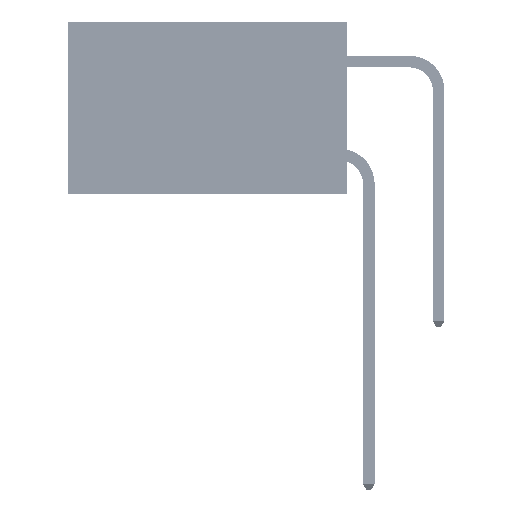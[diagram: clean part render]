
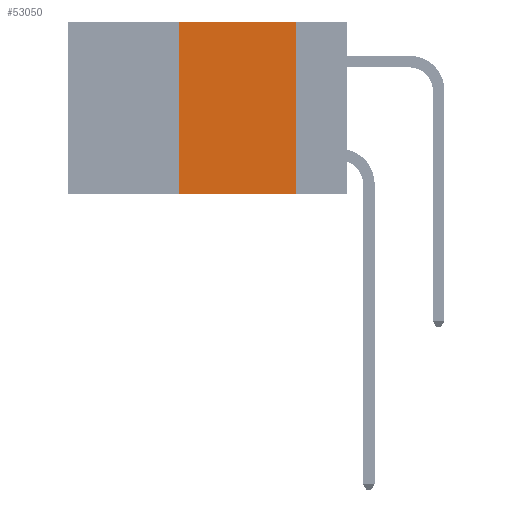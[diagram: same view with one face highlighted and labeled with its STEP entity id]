
A CAD part, left-side view. The second image highlights one B-rep face of the part: STEP entity #53050.
In plain terms, the highlighted planar face has unit normal (-1, 0, 0).
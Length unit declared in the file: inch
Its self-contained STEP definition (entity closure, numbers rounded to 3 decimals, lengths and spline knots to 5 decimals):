
#2817 = VECTOR ( 'NONE', #14283, 39.37008 ) ;
#4708 = VERTEX_POINT ( 'NONE', #50265 ) ;
#8205 = CARTESIAN_POINT ( 'NONE',  ( 0., 0.6, 0. ) ) ;
#8380 = PLANE ( 'NONE',  #38068 ) ;
#11668 = LINE ( 'NONE', #39710, #44644 ) ;
#12255 = VECTOR ( 'NONE', #51244, 39.37008 ) ;
#12950 = DIRECTION ( 'NONE',  ( 0., 0., -1. ) ) ;
#14283 = DIRECTION ( 'NONE',  ( 0., 0., -1. ) ) ;
#18255 = CARTESIAN_POINT ( 'NONE',  ( 0., 0.6, -0.37 ) ) ;
#19389 = CARTESIAN_POINT ( 'NONE',  ( 0., 0.11, 0. ) ) ;
#21697 = ORIENTED_EDGE ( 'NONE', *, *, #51834, .F. ) ;
#22744 = DIRECTION ( 'NONE',  ( 0., -1., 0. ) ) ;
#24062 = VERTEX_POINT ( 'NONE', #19389 ) ;
#24552 = LINE ( 'NONE', #18255, #12255 ) ;
#24731 = FACE_OUTER_BOUND ( 'NONE', #48388, .T. ) ;
#24783 = ORIENTED_EDGE ( 'NONE', *, *, #29535, .T. ) ;
#27978 = CARTESIAN_POINT ( 'NONE',  ( 0., 0.36, 0. ) ) ;
#28516 = CARTESIAN_POINT ( 'NONE',  ( 0., 0.11, -0.37 ) ) ;
#29535 = EDGE_CURVE ( 'NONE', #4708, #34620, #24552, .T. ) ;
#30974 = ORIENTED_EDGE ( 'NONE', *, *, #39543, .F. ) ;
#34620 = VERTEX_POINT ( 'NONE', #28516 ) ;
#34922 = VECTOR ( 'NONE', #48867, 39.37008 ) ;
#35228 = CARTESIAN_POINT ( 'NONE',  ( 0., 0.11, 0. ) ) ;
#36218 = LINE ( 'NONE', #40062, #34922 ) ;
#36979 = VERTEX_POINT ( 'NONE', #27978 ) ;
#38068 = AXIS2_PLACEMENT_3D ( 'NONE', #8205, #49242, #12950 ) ;
#38127 = ORIENTED_EDGE ( 'NONE', *, *, #51758, .F. ) ;
#39543 = EDGE_CURVE ( 'NONE', #24062, #34620, #49400, .T. ) ;
#39710 = CARTESIAN_POINT ( 'NONE',  ( 0., 0.6, 0. ) ) ;
#40062 = CARTESIAN_POINT ( 'NONE',  ( 0., 0.36, 0. ) ) ;
#44644 = VECTOR ( 'NONE', #22744, 39.37008 ) ;
#48388 = EDGE_LOOP ( 'NONE', ( #30974, #38127, #21697, #24783 ) ) ;
#48867 = DIRECTION ( 'NONE',  ( 0., 0., 1. ) ) ;
#49242 = DIRECTION ( 'NONE',  ( 1., 0., 0. ) ) ;
#49400 = LINE ( 'NONE', #35228, #2817 ) ;
#50265 = CARTESIAN_POINT ( 'NONE',  ( 0., 0.36, -0.37 ) ) ;
#51244 = DIRECTION ( 'NONE',  ( 0., -1., 0. ) ) ;
#51758 = EDGE_CURVE ( 'NONE', #36979, #24062, #11668, .T. ) ;
#51834 = EDGE_CURVE ( 'NONE', #4708, #36979, #36218, .T. ) ;
#53050 = ADVANCED_FACE ( 'NONE', ( #24731 ), #8380, .F. ) ;
